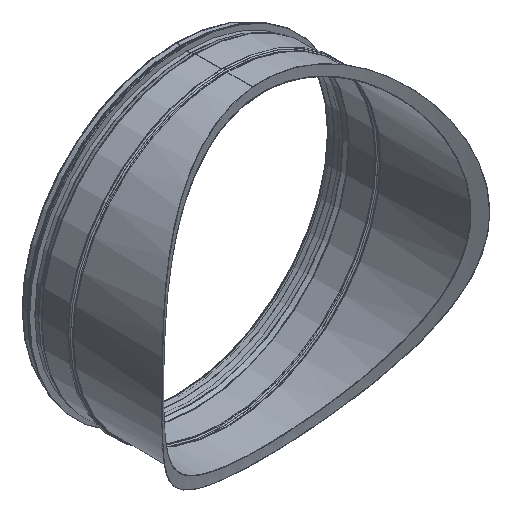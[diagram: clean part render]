
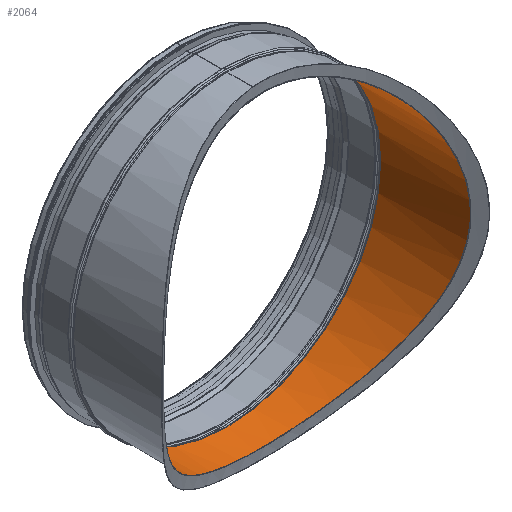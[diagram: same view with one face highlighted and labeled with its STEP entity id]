
A CAD part, isometric view. The second image highlights one B-rep face of the part: STEP entity #2064.
In plain terms, the highlighted cylindrical face has radius 198.9 mm (diameter 397.8 mm), a full revolution.
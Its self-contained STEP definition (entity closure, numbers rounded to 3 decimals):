
#647=CARTESIAN_POINT('',(198.9,113.0,0.0));
#648=VERTEX_POINT('',#647);
#766=CARTESIAN_POINT('',(198.9,113.,0.003));
#767=VERTEX_POINT('',#766);
#774=CARTESIAN_POINT('',(198.9,113.,0.));
#775=CARTESIAN_POINT('',(198.9,113.,-6.442));
#776=CARTESIAN_POINT('',(198.586,113.199,-12.966));
#777=CARTESIAN_POINT('',(197.297,114.012,-26.047));
#778=CARTESIAN_POINT('',(196.322,114.627,-32.604));
#779=CARTESIAN_POINT('',(193.71,116.26,-45.626));
#780=CARTESIAN_POINT('',(192.073,117.279,-52.092));
#781=CARTESIAN_POINT('',(188.16,119.687,-64.817));
#782=CARTESIAN_POINT('',(185.885,121.076,-71.076));
#783=CARTESIAN_POINT('',(178.176,125.713,-89.385));
#784=CARTESIAN_POINT('',(171.839,129.445,-100.988));
#785=CARTESIAN_POINT('',(157.368,137.551,-122.322));
#786=CARTESIAN_POINT('',(149.233,141.921,-132.054));
#787=CARTESIAN_POINT('',(131.981,150.551,-149.306));
#788=CARTESIAN_POINT('',(122.211,155.144,-157.453));
#789=CARTESIAN_POINT('',(100.885,164.028,-171.899));
#790=CARTESIAN_POINT('',(89.329,168.313,-178.2));
#791=CARTESIAN_POINT('',(71.099,173.822,-185.875));
#792=CARTESIAN_POINT('',(64.868,175.508,-188.142));
#793=CARTESIAN_POINT('',(52.19,178.472,-192.045));
#794=CARTESIAN_POINT('',(45.742,179.75,-193.682));
#795=CARTESIAN_POINT('',(32.736,181.82,-196.3));
#796=CARTESIAN_POINT('',(26.176,182.611,-197.28));
#797=CARTESIAN_POINT('',(13.056,183.665,-198.58));
#798=CARTESIAN_POINT('',(6.497,183.927,-198.9));
#799=CARTESIAN_POINT('',(0.,183.927,-198.9));
#800=CARTESIAN_POINT('',(-6.497,183.927,-198.9));
#801=CARTESIAN_POINT('',(-13.056,183.665,-198.58));
#802=CARTESIAN_POINT('',(-26.176,182.611,-197.28));
#803=CARTESIAN_POINT('',(-32.736,181.82,-196.3));
#804=CARTESIAN_POINT('',(-45.742,179.75,-193.682));
#805=CARTESIAN_POINT('',(-52.19,178.472,-192.045));
#806=CARTESIAN_POINT('',(-64.868,175.508,-188.142));
#807=CARTESIAN_POINT('',(-71.099,173.822,-185.875));
#808=CARTESIAN_POINT('',(-89.329,168.313,-178.2));
#809=CARTESIAN_POINT('',(-100.885,164.028,-171.899));
#810=CARTESIAN_POINT('',(-122.211,155.144,-157.453));
#811=CARTESIAN_POINT('',(-131.981,150.551,-149.306));
#812=CARTESIAN_POINT('',(-149.233,141.921,-132.054));
#813=CARTESIAN_POINT('',(-157.368,137.551,-122.322));
#814=CARTESIAN_POINT('',(-171.839,129.445,-100.988));
#815=CARTESIAN_POINT('',(-178.176,125.713,-89.385));
#816=CARTESIAN_POINT('',(-185.885,121.076,-71.076));
#817=CARTESIAN_POINT('',(-188.16,119.687,-64.817));
#818=CARTESIAN_POINT('',(-192.073,117.279,-52.092));
#819=CARTESIAN_POINT('',(-193.71,116.26,-45.626));
#820=CARTESIAN_POINT('',(-196.322,114.627,-32.604));
#821=CARTESIAN_POINT('',(-197.297,114.012,-26.047));
#822=CARTESIAN_POINT('',(-198.586,113.199,-12.966));
#823=CARTESIAN_POINT('',(-198.9,113.0,-6.442));
#824=CARTESIAN_POINT('',(-198.9,113.0,6.442));
#825=CARTESIAN_POINT('',(-198.586,113.199,12.966));
#826=CARTESIAN_POINT('',(-197.297,114.012,26.047));
#827=CARTESIAN_POINT('',(-196.322,114.627,32.604));
#828=CARTESIAN_POINT('',(-193.71,116.26,45.626));
#829=CARTESIAN_POINT('',(-192.073,117.279,52.092));
#830=CARTESIAN_POINT('',(-188.16,119.687,64.817));
#831=CARTESIAN_POINT('',(-185.885,121.076,71.076));
#832=CARTESIAN_POINT('',(-178.176,125.713,89.385));
#833=CARTESIAN_POINT('',(-171.839,129.445,100.988));
#834=CARTESIAN_POINT('',(-157.368,137.551,122.322));
#835=CARTESIAN_POINT('',(-149.233,141.921,132.054));
#836=CARTESIAN_POINT('',(-131.981,150.551,149.306));
#837=CARTESIAN_POINT('',(-122.211,155.144,157.453));
#838=CARTESIAN_POINT('',(-100.885,164.028,171.899));
#839=CARTESIAN_POINT('',(-89.329,168.313,178.2));
#840=CARTESIAN_POINT('',(-71.099,173.822,185.875));
#841=CARTESIAN_POINT('',(-64.868,175.508,188.142));
#842=CARTESIAN_POINT('',(-52.19,178.472,192.045));
#843=CARTESIAN_POINT('',(-45.742,179.75,193.682));
#844=CARTESIAN_POINT('',(-32.736,181.82,196.3));
#845=CARTESIAN_POINT('',(-26.176,182.611,197.28));
#846=CARTESIAN_POINT('',(-13.056,183.665,198.58));
#847=CARTESIAN_POINT('',(-6.497,183.927,198.9));
#848=CARTESIAN_POINT('',(6.497,183.927,198.9));
#849=CARTESIAN_POINT('',(13.056,183.665,198.58));
#850=CARTESIAN_POINT('',(26.176,182.611,197.28));
#851=CARTESIAN_POINT('',(32.736,181.82,196.3));
#852=CARTESIAN_POINT('',(45.742,179.75,193.682));
#853=CARTESIAN_POINT('',(52.19,178.472,192.045));
#854=CARTESIAN_POINT('',(64.868,175.508,188.142));
#855=CARTESIAN_POINT('',(71.099,173.822,185.875));
#856=CARTESIAN_POINT('',(89.329,168.313,178.2));
#857=CARTESIAN_POINT('',(100.885,164.028,171.899));
#858=CARTESIAN_POINT('',(122.211,155.144,157.453));
#859=CARTESIAN_POINT('',(131.981,150.551,149.306));
#860=CARTESIAN_POINT('',(149.233,141.921,132.054));
#861=CARTESIAN_POINT('',(157.368,137.551,122.322));
#862=CARTESIAN_POINT('',(171.839,129.445,100.988));
#863=CARTESIAN_POINT('',(178.176,125.713,89.385));
#864=CARTESIAN_POINT('',(185.885,121.076,71.076));
#865=CARTESIAN_POINT('',(188.16,119.687,64.817));
#866=CARTESIAN_POINT('',(192.073,117.279,52.092));
#867=CARTESIAN_POINT('',(193.71,116.26,45.626));
#868=CARTESIAN_POINT('',(196.322,114.627,32.604));
#869=CARTESIAN_POINT('',(197.297,114.012,26.047));
#870=CARTESIAN_POINT('',(198.586,113.199,12.968));
#871=CARTESIAN_POINT('',(198.9,113.,6.445));
#872=CARTESIAN_POINT('',(198.9,113.,0.003));
#873=B_SPLINE_CURVE_WITH_KNOTS('',3,(#774,#775,#776,#777,#778,#779,#780,#781,#782,#783,#784,#785,#786,#787,#788,#789,#790,#791,#792,#793,#794,#795,#796,#797,#798,#799,#800,#801,#802,#803,#804,#805,#806,#807,#808,#809,#810,#811,#812,#813,#814,#815,#816,#817,#818,#819,#820,#821,#822,#823,#824,#825,#826,#827,#828,#829,#830,#831,#832,#833,#834,#835,#836,#837,#838,#839,#840,#841,#842,#843,#844,#845,#846,#847,#848,#849,#850,#851,#852,#853,#854,#855,#856,#857,#858,#859,#860,#861,#862,#863,#864,#865,#866,#867,#868,#869,#870,#871,#872),.UNSPECIFIED.,.F.,.U.,(4,2,2,2,2,2,2,2,2,2,2,2,3,2,2,2,2,2,2,2,2,2,2,2,2,2,2,2,2,2,2,2,2,2,2,2,2,2,2,2,2,2,2,2,2,2,2,2,4),(93.165,95.098,97.031,98.964,100.896,104.762,108.627,112.526,116.424,118.373,120.322,122.271,124.22,126.17,128.119,130.068,132.017,135.915,139.813,143.679,147.544,149.477,151.41,153.343,155.275,157.208,159.141,161.074,163.006,166.872,170.737,174.636,178.534,180.483,182.432,184.381,186.331,188.28,190.229,192.178,194.127,198.025,201.924,205.789,209.655,211.587,213.52,215.453,217.385),.UNSPECIFIED.);
#874=EDGE_CURVE('',#648,#767,#873,.T.);
#893=CARTESIAN_POINT('',(198.9,67.0,0.003));
#894=VERTEX_POINT('',#893);
#901=CARTESIAN_POINT('',(198.9,113.,0.003));
#902=DIRECTION('',(0.0,-1.0,0.0));
#903=VECTOR('',#902,46.);
#904=LINE('',#901,#903);
#905=EDGE_CURVE('',#767,#894,#904,.T.);
#1358=CARTESIAN_POINT('',(198.9,67.0,0.0));
#1359=VERTEX_POINT('',#1358);
#2042=CARTESIAN_POINT('',(0.,209.06,0.0));
#2043=DIRECTION('',(0.,1.0,0.0));
#2044=DIRECTION('',(1.0,0.0,0.0));
#2045=AXIS2_PLACEMENT_3D('',#2042,#2043,#2044);
#2046=CYLINDRICAL_SURFACE('',#2045,198.9);
#2047=ORIENTED_EDGE('',*,*,#874,.T.);
#2048=ORIENTED_EDGE('',*,*,#905,.T.);
#2049=CARTESIAN_POINT('',(0.,67.,0.0));
#2050=DIRECTION('',(0.0,1.0,0.0));
#2051=DIRECTION('',(1.0,0.0,0.0));
#2052=AXIS2_PLACEMENT_3D('',#2049,#2050,#2051);
#2053=CIRCLE('',#2052,198.9);
#2054=EDGE_CURVE('',#1359,#894,#2053,.T.);
#2055=ORIENTED_EDGE('',*,*,#2054,.F.);
#2056=CARTESIAN_POINT('',(198.9,113.,0.0));
#2057=DIRECTION('',(0.0,-1.0,0.0));
#2058=VECTOR('',#2057,46.0);
#2059=LINE('',#2056,#2058);
#2060=EDGE_CURVE('',#648,#1359,#2059,.T.);
#2061=ORIENTED_EDGE('',*,*,#2060,.F.);
#2062=EDGE_LOOP('',(#2047,#2048,#2055,#2061));
#2063=FACE_OUTER_BOUND('',#2062,.T.);
#2064=ADVANCED_FACE('',(#2063),#2046,.F.);
